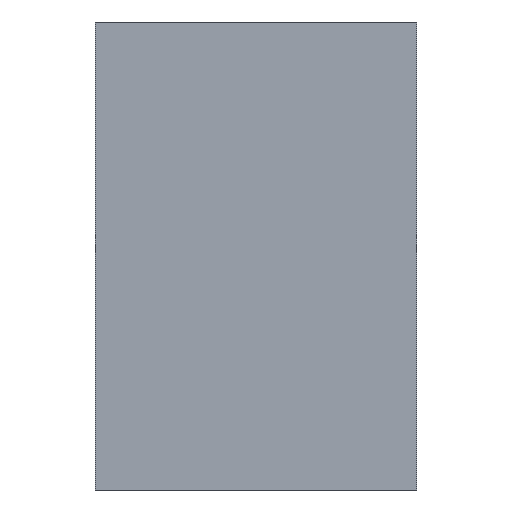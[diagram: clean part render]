
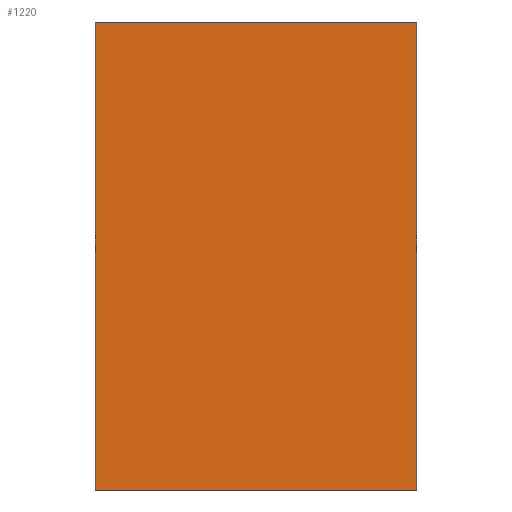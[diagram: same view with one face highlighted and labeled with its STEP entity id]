
A CAD part, left-side view. The second image highlights one B-rep face of the part: STEP entity #1220.
In plain terms, the highlighted planar face has unit normal (-1, 0, 0).
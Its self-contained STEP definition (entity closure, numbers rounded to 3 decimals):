
#18 = VERTEX_POINT ( 'NONE', #621 ) ;
#90 = CARTESIAN_POINT ( 'NONE',  ( -0.8, 0., 0.4 ) ) ;
#129 = EDGE_CURVE ( 'NONE', #801, #546, #443, .T. ) ;
#153 = EDGE_CURVE ( 'NONE', #546, #569, #830, .T. ) ;
#169 = VECTOR ( 'NONE', #697, 1000. ) ;
#203 = DIRECTION ( 'NONE',  ( 1., 0., 0. ) ) ;
#211 = LINE ( 'NONE', #258, #224 ) ;
#224 = VECTOR ( 'NONE', #330, 1000. ) ;
#258 = CARTESIAN_POINT ( 'NONE',  ( -0.8, 0., 0.4 ) ) ;
#267 = DIRECTION ( 'NONE',  ( 0., -1., 0. ) ) ;
#319 = CARTESIAN_POINT ( 'NONE',  ( -0.8, 0.55, 0.4 ) ) ;
#330 = DIRECTION ( 'NONE',  ( 0., -1., 0. ) ) ;
#356 = DIRECTION ( 'NONE',  ( 0., 0., -1. ) ) ;
#360 = DIRECTION ( 'NONE',  ( 0., 0., -1. ) ) ;
#366 = CARTESIAN_POINT ( 'NONE',  ( -0.8, 0., 0.4 ) ) ;
#434 = ORIENTED_EDGE ( 'NONE', *, *, #153, .T. ) ;
#443 = LINE ( 'NONE', #1125, #788 ) ;
#546 = VERTEX_POINT ( 'NONE', #757 ) ;
#569 = VERTEX_POINT ( 'NONE', #570 ) ;
#570 = CARTESIAN_POINT ( 'NONE',  ( -0.8, 0., -0.4 ) ) ;
#572 = LINE ( 'NONE', #366, #169 ) ;
#621 = CARTESIAN_POINT ( 'NONE',  ( -0.8, 0., 0.4 ) ) ;
#632 = FACE_OUTER_BOUND ( 'NONE', #782, .T. ) ;
#670 = PLANE ( 'NONE',  #700 ) ;
#697 = DIRECTION ( 'NONE',  ( 0., 0., -1. ) ) ;
#700 = AXIS2_PLACEMENT_3D ( 'NONE', #90, #203, #356 ) ;
#757 = CARTESIAN_POINT ( 'NONE',  ( -0.8, 0.55, -0.4 ) ) ;
#762 = CARTESIAN_POINT ( 'NONE',  ( -0.8, 0., -0.4 ) ) ;
#782 = EDGE_LOOP ( 'NONE', ( #434, #1059, #1206, #1044 ) ) ;
#788 = VECTOR ( 'NONE', #360, 1000. ) ;
#796 = VECTOR ( 'NONE', #267, 1000. ) ;
#801 = VERTEX_POINT ( 'NONE', #319 ) ;
#806 = EDGE_CURVE ( 'NONE', #18, #569, #572, .T. ) ;
#830 = LINE ( 'NONE', #762, #796 ) ;
#1044 = ORIENTED_EDGE ( 'NONE', *, *, #129, .T. ) ;
#1059 = ORIENTED_EDGE ( 'NONE', *, *, #806, .F. ) ;
#1125 = CARTESIAN_POINT ( 'NONE',  ( -0.8, 0.55, 0.4 ) ) ;
#1199 = EDGE_CURVE ( 'NONE', #801, #18, #211, .T. ) ;
#1206 = ORIENTED_EDGE ( 'NONE', *, *, #1199, .F. ) ;
#1220 = ADVANCED_FACE ( 'NONE', ( #632 ), #670, .F. ) ;
